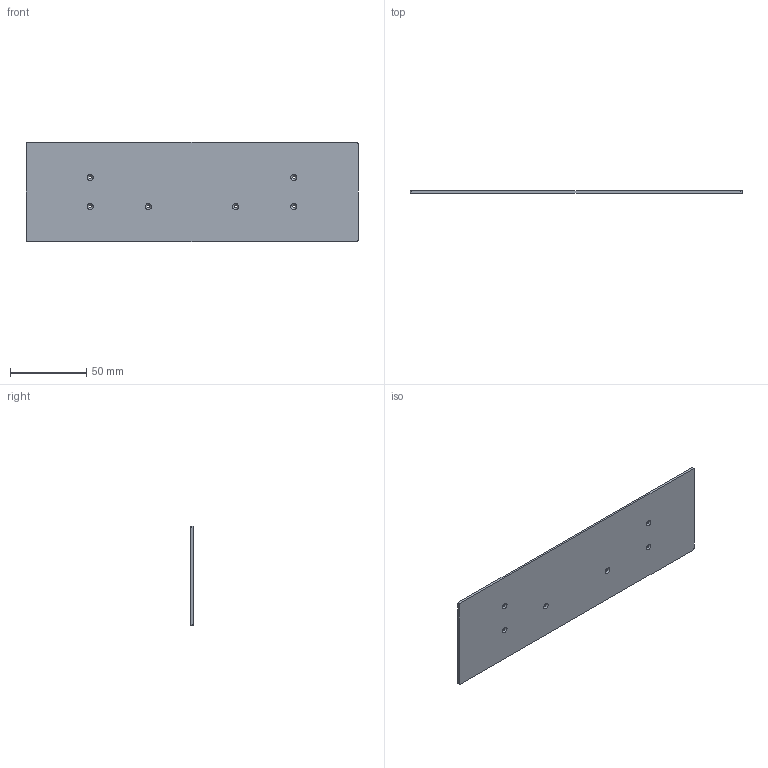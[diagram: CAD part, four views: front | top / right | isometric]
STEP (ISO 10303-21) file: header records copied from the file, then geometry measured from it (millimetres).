
FILE_DESCRIPTION(/* description */ (''),/* implementation_level */ '2;1');
FILE_NAME(/* name */ 'BottomPlate.step',/* time_stamp */ '2017-01-30T23:21:44-08:00',/* author */ (''),/* organization */ (''),/* preprocessor_version */ 'ST-DEVELOPER v16.5',/* originating_system */ 'Autodesk Translation Framework v5.2.0.2920',/* authorisation */ '');
FILE_SCHEMA (('AUTOMOTIVE_DESIGN { 1 0 10303 214 3 1 1 }'));
Length unit declared in the file: millimetre
Products named in the file (1): Bottom Plate
Bounding box: 217.55 x 1.5 x 65.15 mm (x, y, z)
Volume: 21205.7 mm3; surface area: 29195.6 mm2
Topology: 1 solids, 1 shells, 22 faces, 60 edges, 40 vertices
Faces by surface type: cylinder 10, plane 6, cone 6
Full cylindrical faces by diameter (mm): 2 x6
Entity records: 649 total; most frequent: DIRECTION 114, CARTESIAN_POINT 99, ORIENTED_EDGE 84, AXIS2_PLACEMENT_3D 49, EDGE_LOOP 46, EDGE_CURVE 42, VERTEX_POINT 34, CIRCLE 26
